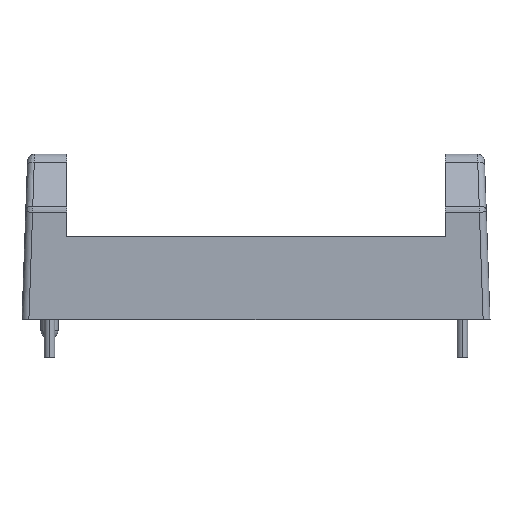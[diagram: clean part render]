
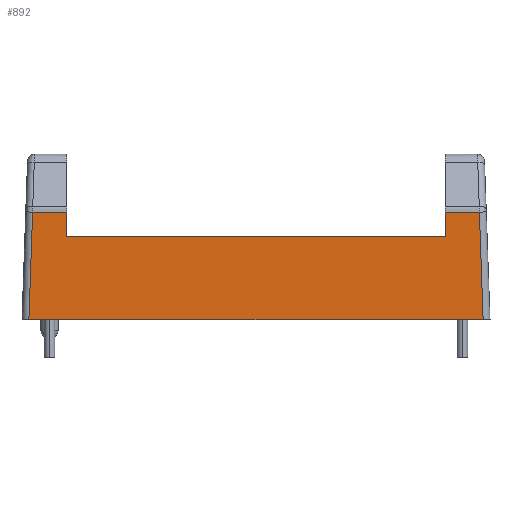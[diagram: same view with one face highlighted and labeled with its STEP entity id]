
A CAD part, top view. The second image highlights one B-rep face of the part: STEP entity #892.
In plain terms, the highlighted planar face has unit normal (0, 0, 1).
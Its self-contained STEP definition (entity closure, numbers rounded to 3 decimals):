
#49 = PLANE ( 'NONE',  #3948 ) ;
#99 = CARTESIAN_POINT ( 'NONE',  ( -17.462, 10.16, 9.144 ) ) ;
#154 = LINE ( 'NONE', #99, #226 ) ;
#219 = VECTOR ( 'NONE', #1250, 1000. ) ;
#226 = VECTOR ( 'NONE', #1899, 1000. ) ;
#260 = DIRECTION ( 'NONE',  ( -1., 0., 0. ) ) ;
#644 = ORIENTED_EDGE ( 'NONE', *, *, #2726, .T. ) ;
#772 = LINE ( 'NONE', #4717, #993 ) ;
#780 = VECTOR ( 'NONE', #1976, 1000. ) ;
#822 = CARTESIAN_POINT ( 'NONE',  ( -17.462, 7.62, 9.144 ) ) ;
#843 = CARTESIAN_POINT ( 'NONE',  ( -20.955, 0., 9.144 ) ) ;
#892 = ADVANCED_FACE ( 'NONE', ( #1340 ), #49, .F. ) ;
#987 = ORIENTED_EDGE ( 'NONE', *, *, #2753, .T. ) ;
#993 = VECTOR ( 'NONE', #260, 1000. ) ;
#1049 = ORIENTED_EDGE ( 'NONE', *, *, #4210, .T. ) ;
#1186 = CARTESIAN_POINT ( 'NONE',  ( -20.61, 9.878, 9.144 ) ) ;
#1195 = CARTESIAN_POINT ( 'NONE',  ( 21.59, 9.878, 9.144 ) ) ;
#1211 = DIRECTION ( 'NONE',  ( -0.035, -0.999, 0. ) ) ;
#1250 = DIRECTION ( 'NONE',  ( 1., 0., 0. ) ) ;
#1269 = VERTEX_POINT ( 'NONE', #843 ) ;
#1340 = FACE_OUTER_BOUND ( 'NONE', #3320, .T. ) ;
#1400 = CARTESIAN_POINT ( 'NONE',  ( 17.462, 9.878, 9.144 ) ) ;
#1432 = VECTOR ( 'NONE', #3028, 1000. ) ;
#1450 = VERTEX_POINT ( 'NONE', #1186 ) ;
#1625 = CARTESIAN_POINT ( 'NONE',  ( 21.59, 9.878, 9.144 ) ) ;
#1627 = LINE ( 'NONE', #2923, #3732 ) ;
#1630 = CARTESIAN_POINT ( 'NONE',  ( -17.462, 7.62, 9.144 ) ) ;
#1700 = VERTEX_POINT ( 'NONE', #1400 ) ;
#1705 = LINE ( 'NONE', #822, #219 ) ;
#1899 = DIRECTION ( 'NONE',  ( 0., -1., 0. ) ) ;
#1976 = DIRECTION ( 'NONE',  ( -1., 0., 0. ) ) ;
#2014 = CARTESIAN_POINT ( 'NONE',  ( 17.462, 10.16, 9.144 ) ) ;
#2053 = CARTESIAN_POINT ( 'NONE',  ( 20.955, 0., 9.144 ) ) ;
#2073 = DIRECTION ( 'NONE',  ( 0., -1., 0. ) ) ;
#2102 = LINE ( 'NONE', #2014, #3519 ) ;
#2726 = EDGE_CURVE ( 'NONE', #1700, #2883, #2102, .T. ) ;
#2753 = EDGE_CURVE ( 'NONE', #3142, #1700, #3931, .T. ) ;
#2883 = VERTEX_POINT ( 'NONE', #4223 ) ;
#2894 = DIRECTION ( 'NONE',  ( 0., 0., -1. ) ) ;
#2923 = CARTESIAN_POINT ( 'NONE',  ( 20.601, 10.125, 9.144 ) ) ;
#2940 = ORIENTED_EDGE ( 'NONE', *, *, #3078, .F. ) ;
#3027 = EDGE_CURVE ( 'NONE', #3297, #1450, #3461, .T. ) ;
#3028 = DIRECTION ( 'NONE',  ( -1., 0., 0. ) ) ;
#3051 = CARTESIAN_POINT ( 'NONE',  ( -20.548, 11.632, 9.144 ) ) ;
#3054 = ORIENTED_EDGE ( 'NONE', *, *, #3709, .F. ) ;
#3078 = EDGE_CURVE ( 'NONE', #3742, #2883, #1705, .T. ) ;
#3142 = VERTEX_POINT ( 'NONE', #4684 ) ;
#3174 = VECTOR ( 'NONE', #1211, 1000. ) ;
#3297 = VERTEX_POINT ( 'NONE', #5633 ) ;
#3320 = EDGE_LOOP ( 'NONE', ( #3509, #4908, #4701, #1049, #987, #644, #2940, #3054 ) ) ;
#3461 = LINE ( 'NONE', #1195, #1432 ) ;
#3509 = ORIENTED_EDGE ( 'NONE', *, *, #3027, .T. ) ;
#3519 = VECTOR ( 'NONE', #2073, 1000. ) ;
#3709 = EDGE_CURVE ( 'NONE', #3297, #3742, #154, .T. ) ;
#3732 = VECTOR ( 'NONE', #4340, 1000. ) ;
#3742 = VERTEX_POINT ( 'NONE', #1630 ) ;
#3931 = LINE ( 'NONE', #1625, #780 ) ;
#3944 = VERTEX_POINT ( 'NONE', #2053 ) ;
#3948 = AXIS2_PLACEMENT_3D ( 'NONE', #4166, #2894, #5513 ) ;
#4166 = CARTESIAN_POINT ( 'NONE',  ( 21.59, 10.16, 9.144 ) ) ;
#4210 = EDGE_CURVE ( 'NONE', #3944, #3142, #1627, .T. ) ;
#4211 = EDGE_CURVE ( 'NONE', #3944, #1269, #772, .T. ) ;
#4223 = CARTESIAN_POINT ( 'NONE',  ( 17.462, 7.62, 9.144 ) ) ;
#4340 = DIRECTION ( 'NONE',  ( -0.035, 0.999, 0. ) ) ;
#4684 = CARTESIAN_POINT ( 'NONE',  ( 20.61, 9.878, 9.144 ) ) ;
#4701 = ORIENTED_EDGE ( 'NONE', *, *, #4211, .F. ) ;
#4717 = CARTESIAN_POINT ( 'NONE',  ( 21.59, 0., 9.144 ) ) ;
#4908 = ORIENTED_EDGE ( 'NONE', *, *, #5685, .T. ) ;
#5174 = LINE ( 'NONE', #3051, #3174 ) ;
#5513 = DIRECTION ( 'NONE',  ( 0., 1., 0. ) ) ;
#5633 = CARTESIAN_POINT ( 'NONE',  ( -17.462, 9.878, 9.144 ) ) ;
#5685 = EDGE_CURVE ( 'NONE', #1450, #1269, #5174, .T. ) ;
